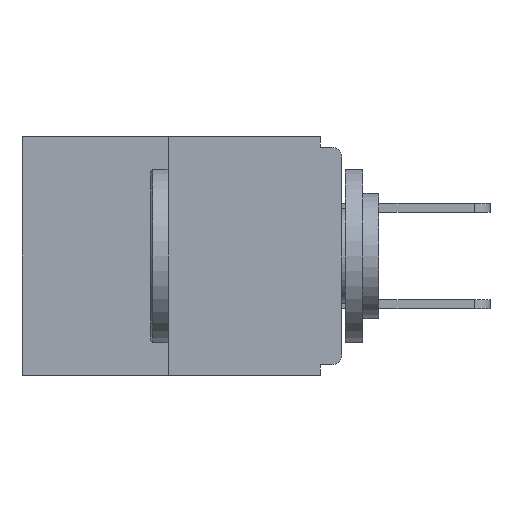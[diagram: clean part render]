
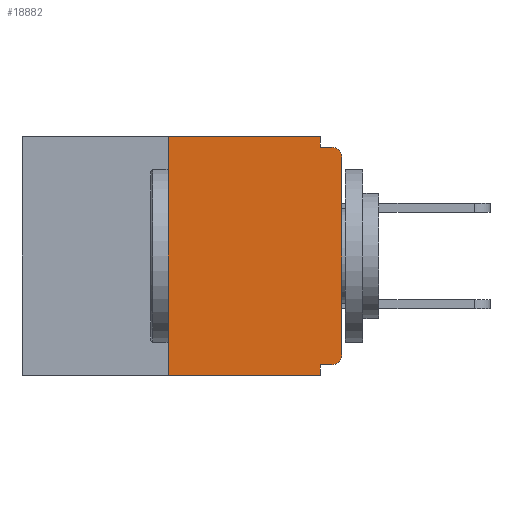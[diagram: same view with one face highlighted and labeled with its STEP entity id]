
A CAD part, left-side view. The second image highlights one B-rep face of the part: STEP entity #18882.
In plain terms, the highlighted planar face has unit normal (-1, 0, 0).
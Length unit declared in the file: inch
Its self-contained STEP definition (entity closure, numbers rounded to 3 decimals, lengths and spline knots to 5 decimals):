
#260 = CARTESIAN_POINT ( 'NONE',  ( 0., 0.031, 0. ) ) ;
#662 = VERTEX_POINT ( 'NONE', #20494 ) ;
#911 = VERTEX_POINT ( 'NONE', #16813 ) ;
#1343 = EDGE_CURVE ( 'NONE', #911, #6173, #14741, .T. ) ;
#1668 = DIRECTION ( 'NONE',  ( 0., 1., 0. ) ) ;
#1755 = DIRECTION ( 'NONE',  ( 0., 0., -1. ) ) ;
#2554 = PLANE ( 'NONE',  #14315 ) ;
#2723 = VERTEX_POINT ( 'NONE', #2830 ) ;
#2830 = CARTESIAN_POINT ( 'NONE',  ( 0., 0.031, -0.015 ) ) ;
#3159 = AXIS2_PLACEMENT_3D ( 'NONE', #10987, #8111, #7765 ) ;
#3729 = CARTESIAN_POINT ( 'NONE',  ( 0., 0.015, -0.015 ) ) ;
#3839 = VERTEX_POINT ( 'NONE', #3729 ) ;
#3923 = EDGE_CURVE ( 'NONE', #4467, #21582, #6284, .T. ) ;
#3987 = ORIENTED_EDGE ( 'NONE', *, *, #18860, .F. ) ;
#3995 = CARTESIAN_POINT ( 'NONE',  ( 0., 0.031, -0.343 ) ) ;
#4211 = ORIENTED_EDGE ( 'NONE', *, *, #21339, .F. ) ;
#4254 = ORIENTED_EDGE ( 'NONE', *, *, #21882, .T. ) ;
#4293 = CARTESIAN_POINT ( 'NONE',  ( 0., 0.46, 0. ) ) ;
#4467 = VERTEX_POINT ( 'NONE', #6809 ) ;
#5209 = ORIENTED_EDGE ( 'NONE', *, *, #18926, .T. ) ;
#5276 = VECTOR ( 'NONE', #7728, 39.37008 ) ;
#6081 = EDGE_CURVE ( 'NONE', #662, #3839, #15630, .T. ) ;
#6173 = VERTEX_POINT ( 'NONE', #8018 ) ;
#6284 = LINE ( 'NONE', #21504, #19542 ) ;
#6419 = EDGE_CURVE ( 'NONE', #12454, #21089, #17822, .T. ) ;
#6700 = EDGE_CURVE ( 'NONE', #21089, #2723, #20248, .T. ) ;
#6809 = CARTESIAN_POINT ( 'NONE',  ( 0., 0.25, -0.343 ) ) ;
#7163 = ORIENTED_EDGE ( 'NONE', *, *, #6419, .F. ) ;
#7521 = VECTOR ( 'NONE', #14648, 39.37008 ) ;
#7728 = DIRECTION ( 'NONE',  ( 0., 0., 1. ) ) ;
#7765 = DIRECTION ( 'NONE',  ( 0., 0., -1. ) ) ;
#8018 = CARTESIAN_POINT ( 'NONE',  ( 0., 0.031, -0.328 ) ) ;
#8111 = DIRECTION ( 'NONE',  ( -1., 0., 0. ) ) ;
#8379 = CARTESIAN_POINT ( 'NONE',  ( 0., 0.031, 0. ) ) ;
#8833 = EDGE_LOOP ( 'NONE', ( #7163, #13786, #18665, #4211, #19953, #4254, #5209, #15594, #3987, #14480 ) ) ;
#9103 = EDGE_CURVE ( 'NONE', #4467, #12454, #18789, .T. ) ;
#9389 = VERTEX_POINT ( 'NONE', #12942 ) ;
#9721 = DIRECTION ( 'NONE',  ( -1., 0., 0. ) ) ;
#10088 = VECTOR ( 'NONE', #1668, 39.37008 ) ;
#10212 = DIRECTION ( 'NONE',  ( 0., -1., 0. ) ) ;
#10280 = CARTESIAN_POINT ( 'NONE',  ( 0., 0.25, 0. ) ) ;
#10987 = CARTESIAN_POINT ( 'NONE',  ( 0., 0.015, -0.03 ) ) ;
#11144 = DIRECTION ( 'NONE',  ( 0., -1., 0. ) ) ;
#11309 = LINE ( 'NONE', #13047, #21130 ) ;
#11543 = CARTESIAN_POINT ( 'NONE',  ( 0., 0.015, -0.313 ) ) ;
#12454 = VERTEX_POINT ( 'NONE', #19300 ) ;
#12626 = DIRECTION ( 'NONE',  ( 0., 0., -1. ) ) ;
#12942 = CARTESIAN_POINT ( 'NONE',  ( 0., 0., -0.313 ) ) ;
#13047 = CARTESIAN_POINT ( 'NONE',  ( 0., 0.031, -0.343 ) ) ;
#13445 = VECTOR ( 'NONE', #1755, 39.37008 ) ;
#13597 = VECTOR ( 'NONE', #17521, 39.37008 ) ;
#13786 = ORIENTED_EDGE ( 'NONE', *, *, #9103, .F. ) ;
#14315 = AXIS2_PLACEMENT_3D ( 'NONE', #4293, #16312, #12626 ) ;
#14432 = LINE ( 'NONE', #19706, #5276 ) ;
#14480 = ORIENTED_EDGE ( 'NONE', *, *, #6700, .F. ) ;
#14648 = DIRECTION ( 'NONE',  ( 0., -1., 0. ) ) ;
#14702 = VECTOR ( 'NONE', #10212, 39.37008 ) ;
#14741 = LINE ( 'NONE', #17297, #10088 ) ;
#15594 = ORIENTED_EDGE ( 'NONE', *, *, #6081, .T. ) ;
#15630 = CIRCLE ( 'NONE', #3159, 0.015 ) ;
#16312 = DIRECTION ( 'NONE',  ( 1., 0., 0. ) ) ;
#16680 = DIRECTION ( 'NONE',  ( 0., 0., -1. ) ) ;
#16813 = CARTESIAN_POINT ( 'NONE',  ( 0., 0.015, -0.328 ) ) ;
#17140 = FACE_OUTER_BOUND ( 'NONE', #8833, .T. ) ;
#17297 = CARTESIAN_POINT ( 'NONE',  ( 0., 0., -0.328 ) ) ;
#17521 = DIRECTION ( 'NONE',  ( 0., 0., 1. ) ) ;
#17822 = LINE ( 'NONE', #21631, #7521 ) ;
#18149 = CIRCLE ( 'NONE', #18752, 0.015 ) ;
#18447 = DIRECTION ( 'NONE',  ( 0., 0., -1. ) ) ;
#18665 = ORIENTED_EDGE ( 'NONE', *, *, #3923, .T. ) ;
#18752 = AXIS2_PLACEMENT_3D ( 'NONE', #11543, #9721, #16680 ) ;
#18789 = LINE ( 'NONE', #10280, #13597 ) ;
#18860 = EDGE_CURVE ( 'NONE', #2723, #3839, #22301, .T. ) ;
#18882 = ADVANCED_FACE ( 'NONE', ( #17140 ), #2554, .F. ) ;
#18905 = CARTESIAN_POINT ( 'NONE',  ( 0., 0., -0.015 ) ) ;
#18926 = EDGE_CURVE ( 'NONE', #9389, #662, #14432, .T. ) ;
#19300 = CARTESIAN_POINT ( 'NONE',  ( 0., 0.25, 0. ) ) ;
#19542 = VECTOR ( 'NONE', #11144, 39.37008 ) ;
#19706 = CARTESIAN_POINT ( 'NONE',  ( 0., 0., 0. ) ) ;
#19953 = ORIENTED_EDGE ( 'NONE', *, *, #1343, .F. ) ;
#20248 = LINE ( 'NONE', #8379, #13445 ) ;
#20494 = CARTESIAN_POINT ( 'NONE',  ( 0., 0., -0.03 ) ) ;
#21089 = VERTEX_POINT ( 'NONE', #260 ) ;
#21130 = VECTOR ( 'NONE', #18447, 39.37008 ) ;
#21339 = EDGE_CURVE ( 'NONE', #6173, #21582, #11309, .T. ) ;
#21504 = CARTESIAN_POINT ( 'NONE',  ( 0., 0.46, -0.343 ) ) ;
#21582 = VERTEX_POINT ( 'NONE', #3995 ) ;
#21631 = CARTESIAN_POINT ( 'NONE',  ( 0., 0.46, 0. ) ) ;
#21882 = EDGE_CURVE ( 'NONE', #911, #9389, #18149, .T. ) ;
#22301 = LINE ( 'NONE', #18905, #14702 ) ;
